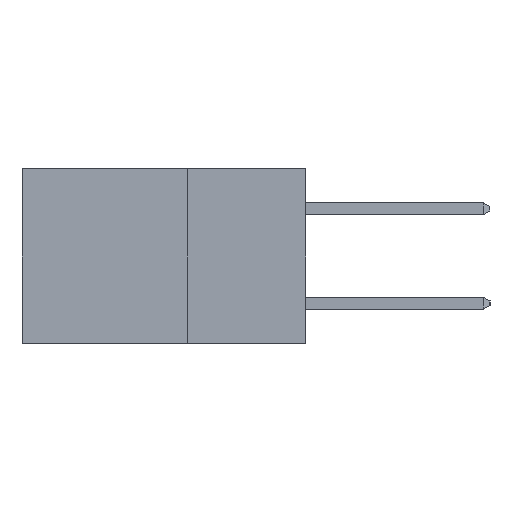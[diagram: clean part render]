
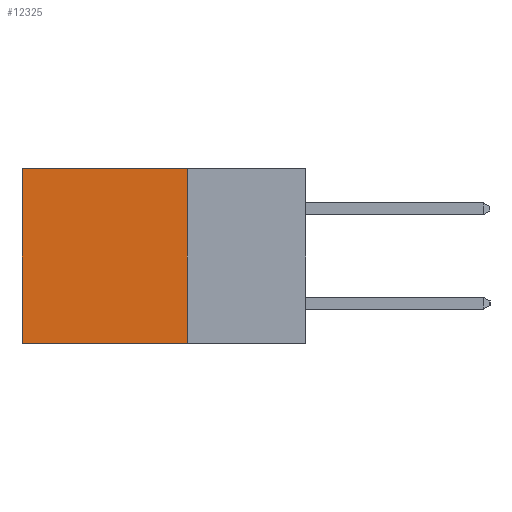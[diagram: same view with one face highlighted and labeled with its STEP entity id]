
A CAD part, left-side view. The second image highlights one B-rep face of the part: STEP entity #12325.
In plain terms, the highlighted planar face has unit normal (-1, 0, 0).
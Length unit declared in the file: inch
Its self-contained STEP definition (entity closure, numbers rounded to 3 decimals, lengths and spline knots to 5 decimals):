
#826 = ORIENTED_EDGE ( 'NONE', *, *, #19284, .T. ) ;
#917 = VERTEX_POINT ( 'NONE', #16764 ) ;
#963 = DIRECTION ( 'NONE',  ( 0., 0., -1. ) ) ;
#1474 = VERTEX_POINT ( 'NONE', #8444 ) ;
#1628 = CARTESIAN_POINT ( 'NONE',  ( 0.2615, 0.25, -0.37 ) ) ;
#1654 = DIRECTION ( 'NONE',  ( 0., 1., 0. ) ) ;
#1756 = CARTESIAN_POINT ( 'NONE',  ( 0.2615, 0.25, -0.37 ) ) ;
#1818 = CARTESIAN_POINT ( 'NONE',  ( 0.2615, 0.25, 0. ) ) ;
#2157 = EDGE_CURVE ( 'NONE', #5167, #16584, #6345, .T. ) ;
#4048 = VECTOR ( 'NONE', #7789, 39.37008 ) ;
#4108 = PLANE ( 'NONE',  #14039 ) ;
#5118 = DIRECTION ( 'NONE',  ( 0., 0., -1. ) ) ;
#5167 = VERTEX_POINT ( 'NONE', #1818 ) ;
#6345 = LINE ( 'NONE', #1628, #18280 ) ;
#7369 = DIRECTION ( 'NONE',  ( 1., 0., 0. ) ) ;
#7377 = EDGE_CURVE ( 'NONE', #16584, #1474, #16477, .T. ) ;
#7789 = DIRECTION ( 'NONE',  ( 0., 1., 0. ) ) ;
#7935 = FACE_OUTER_BOUND ( 'NONE', #10162, .T. ) ;
#8444 = CARTESIAN_POINT ( 'NONE',  ( 0.2615, 0.6, -0.37 ) ) ;
#10107 = ORIENTED_EDGE ( 'NONE', *, *, #18349, .T. ) ;
#10162 = EDGE_LOOP ( 'NONE', ( #826, #19356, #14169, #10107 ) ) ;
#10341 = CARTESIAN_POINT ( 'NONE',  ( 0.2615, 0.25, -0.37 ) ) ;
#12325 = ADVANCED_FACE ( 'NONE', ( #7935 ), #4108, .F. ) ;
#12644 = LINE ( 'NONE', #13265, #16444 ) ;
#13265 = CARTESIAN_POINT ( 'NONE',  ( 0.2615, 0.6, -0.37 ) ) ;
#14039 = AXIS2_PLACEMENT_3D ( 'NONE', #15466, #7369, #18729 ) ;
#14169 = ORIENTED_EDGE ( 'NONE', *, *, #2157, .F. ) ;
#14244 = CARTESIAN_POINT ( 'NONE',  ( 0.2615, 0.25, 0. ) ) ;
#15466 = CARTESIAN_POINT ( 'NONE',  ( 0.2615, 0.25, -0.37 ) ) ;
#15973 = VECTOR ( 'NONE', #1654, 39.37008 ) ;
#16444 = VECTOR ( 'NONE', #5118, 39.37008 ) ;
#16477 = LINE ( 'NONE', #1756, #15973 ) ;
#16584 = VERTEX_POINT ( 'NONE', #10341 ) ;
#16764 = CARTESIAN_POINT ( 'NONE',  ( 0.2615, 0.6, 0. ) ) ;
#16987 = LINE ( 'NONE', #14244, #4048 ) ;
#18280 = VECTOR ( 'NONE', #963, 39.37008 ) ;
#18349 = EDGE_CURVE ( 'NONE', #5167, #917, #16987, .T. ) ;
#18729 = DIRECTION ( 'NONE',  ( 0., 0., -1. ) ) ;
#19284 = EDGE_CURVE ( 'NONE', #917, #1474, #12644, .T. ) ;
#19356 = ORIENTED_EDGE ( 'NONE', *, *, #7377, .F. ) ;
